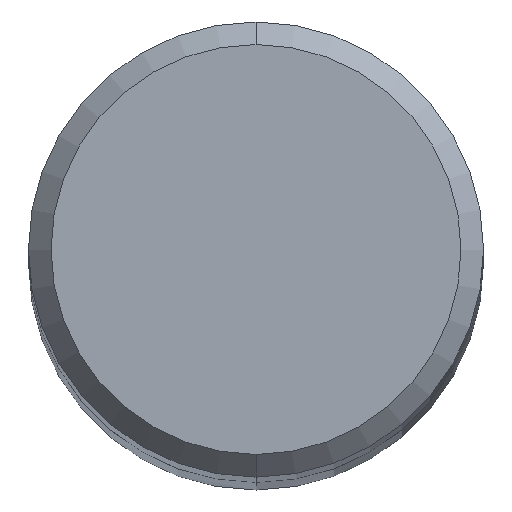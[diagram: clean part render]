
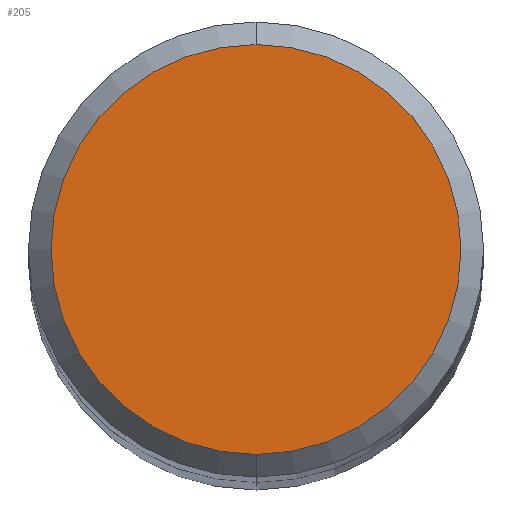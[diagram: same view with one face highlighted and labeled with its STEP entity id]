
A CAD part, top view. The second image highlights one B-rep face of the part: STEP entity #205.
In plain terms, the highlighted planar face has unit normal (0, 0, 1).
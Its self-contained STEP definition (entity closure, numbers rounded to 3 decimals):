
#205=ADVANCED_FACE('',(#469),#470,.T.);
#265=EDGE_CURVE('',#287,#377,#536,.T.);
#287=VERTEX_POINT('',#559);
#309=EDGE_CURVE('',#377,#287,#583,.T.);
#377=VERTEX_POINT('',#658);
#469=FACE_OUTER_BOUND('',#773,.T.);
#470=PLANE('',#774);
#536=CIRCLE('',#935,5.45);
#559=CARTESIAN_POINT('',(0.0,5.45,78.0));
#583=CIRCLE('',#1086,5.45);
#658=CARTESIAN_POINT('',(0.,-5.45,78.0));
#773=EDGE_LOOP('',(#1338,#1339));
#774=AXIS2_PLACEMENT_3D('',#1340,#1341,#1342);
#935=AXIS2_PLACEMENT_3D('',#1415,#1416,#1417);
#1086=AXIS2_PLACEMENT_3D('',#1455,#1456,#1457);
#1338=ORIENTED_EDGE('',*,*,#265,.F.);
#1339=ORIENTED_EDGE('',*,*,#309,.F.);
#1340=CARTESIAN_POINT('',(0.0,2.725,78.0));
#1341=DIRECTION('',(-0.0,0.0,1.0));
#1342=DIRECTION('',(0.0,-1.0,0.0));
#1415=CARTESIAN_POINT('',(0.0,0.0,78.0));
#1416=DIRECTION('',(0.0,0.0,-1.0));
#1417=DIRECTION('',(0.0,1.0,0.0));
#1455=CARTESIAN_POINT('',(0.0,0.0,78.0));
#1456=DIRECTION('',(0.0,0.0,-1.0));
#1457=DIRECTION('',(0.0,1.0,0.0));
